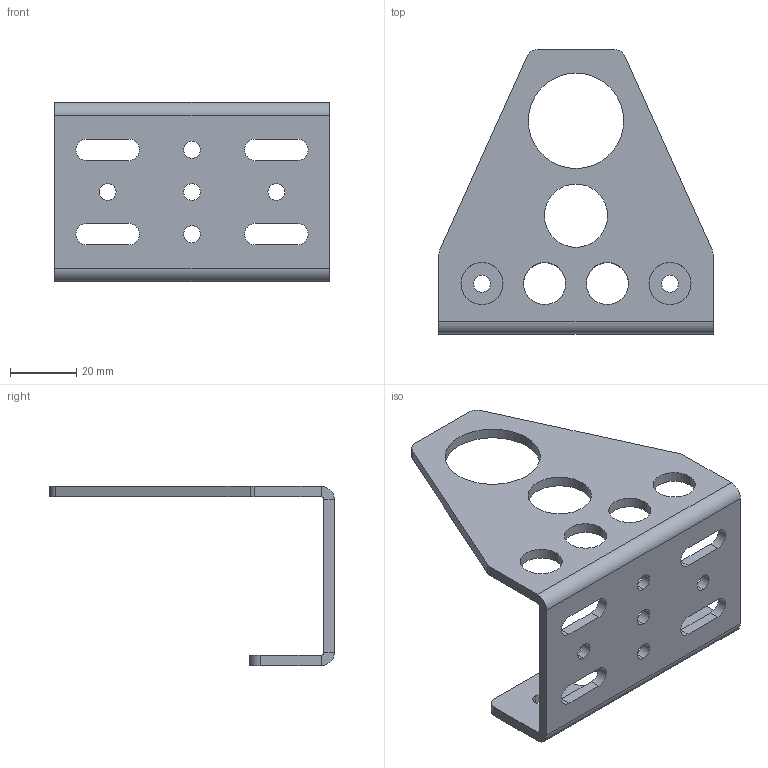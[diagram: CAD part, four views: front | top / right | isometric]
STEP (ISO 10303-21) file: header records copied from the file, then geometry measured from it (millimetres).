
FILE_DESCRIPTION (( 'STEP AP214' ), '1' );
FILE_NAME ('am-2374 Window Motor mount.STEP', '2014-08-21T21:03:54', ( '' ), ( '' ), 'SwSTEP 2.0', 'SolidWorks 2014', '' );
FILE_SCHEMA (( 'AUTOMOTIVE_DESIGN' ));
Length unit declared in the file: inch
Products named in the file (1): am-2374 Window Motor mount
Bounding box: 82.55 x 85.72 x 53.98 mm (x, y, z)
Volume: 28456.2 mm3; surface area: 21468 mm2
Topology: 1 solids, 1 shells, 76 faces, 206 edges, 132 vertices
Faces by surface type: cylinder 48, plane 28
Entity records: 2534 total; most frequent: DIRECTION 456, CARTESIAN_POINT 415, ORIENTED_EDGE 412, EDGE_CURVE 206, AXIS2_PLACEMENT_3D 173, VERTEX_POINT 132, EDGE_LOOP 114, VECTOR 110
